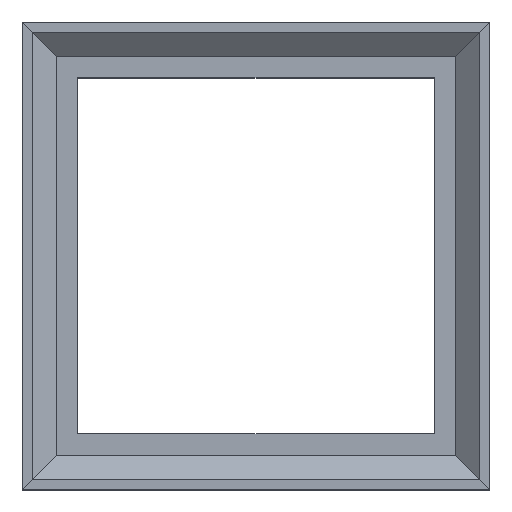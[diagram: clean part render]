
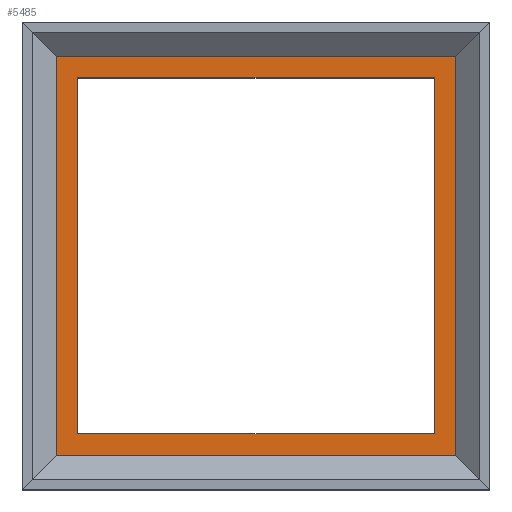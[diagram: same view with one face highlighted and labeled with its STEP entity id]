
A CAD part, top view. The second image highlights one B-rep face of the part: STEP entity #5485.
In plain terms, the highlighted planar face has unit normal (0, 0, 1).
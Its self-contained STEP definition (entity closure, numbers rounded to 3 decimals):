
#4390 = PLANE('',#4391);
#4391 = AXIS2_PLACEMENT_3D('',#4392,#4393,#4394);
#4392 = CARTESIAN_POINT('',(-35.,35.,0.));
#4393 = DIRECTION('',(1.,0.,0.));
#4394 = DIRECTION('',(0.,-1.,0.));
#4418 = PLANE('',#4419);
#4419 = AXIS2_PLACEMENT_3D('',#4420,#4421,#4422);
#4420 = CARTESIAN_POINT('',(35.,35.,0.));
#4421 = DIRECTION('',(0.,-1.,0.));
#4422 = DIRECTION('',(-1.,0.,0.));
#4446 = PLANE('',#4447);
#4447 = AXIS2_PLACEMENT_3D('',#4448,#4449,#4450);
#4448 = CARTESIAN_POINT('',(35.,-35.,0.));
#4449 = DIRECTION('',(-1.,0.,0.));
#4450 = DIRECTION('',(0.,1.,0.));
#4472 = PLANE('',#4473);
#4473 = AXIS2_PLACEMENT_3D('',#4474,#4475,#4476);
#4474 = CARTESIAN_POINT('',(-35.,-35.,0.));
#4475 = DIRECTION('',(0.,1.,0.));
#4476 = DIRECTION('',(1.,0.,0.));
#5016 = PLANE('',#5017);
#5017 = AXIS2_PLACEMENT_3D('',#5018,#5019,#5020);
#5018 = CARTESIAN_POINT('',(-44.,45.,11.));
#5019 = DIRECTION('',(0.643,0.,0.766));
#5020 = DIRECTION('',(0.766,0.,-0.643));
#5079 = VERTEX_POINT('',#5080);
#5080 = CARTESIAN_POINT('',(-35.,35.,7.));
#5101 = EDGE_CURVE('',#5079,#5102,#5104,.T.);
#5102 = VERTEX_POINT('',#5103);
#5103 = CARTESIAN_POINT('',(-35.,-35.,7.));
#5104 = SURFACE_CURVE('',#5105,(#5109,#5116),.PCURVE_S1.);
#5105 = LINE('',#5106,#5107);
#5106 = CARTESIAN_POINT('',(-35.,35.,7.));
#5107 = VECTOR('',#5108,1.);
#5108 = DIRECTION('',(0.,-1.,0.));
#5109 = PCURVE('',#4390,#5110);
#5110 = DEFINITIONAL_REPRESENTATION('',(#5111),#5115);
#5111 = LINE('',#5112,#5113);
#5112 = CARTESIAN_POINT('',(0.,-7.));
#5113 = VECTOR('',#5114,1.);
#5114 = DIRECTION('',(1.,0.));
#5115 = ( GEOMETRIC_REPRESENTATION_CONTEXT(2) 
PARAMETRIC_REPRESENTATION_CONTEXT() REPRESENTATION_CONTEXT('2D SPACE',''
  ) );
#5116 = PCURVE('',#5117,#5122);
#5117 = PLANE('',#5118);
#5118 = AXIS2_PLACEMENT_3D('',#5119,#5120,#5121);
#5119 = CARTESIAN_POINT('',(0.,0.,7.));
#5120 = DIRECTION('',(0.,0.,1.));
#5121 = DIRECTION('',(1.,0.,0.));
#5122 = DEFINITIONAL_REPRESENTATION('',(#5123),#5127);
#5123 = LINE('',#5124,#5125);
#5124 = CARTESIAN_POINT('',(-35.,35.));
#5125 = VECTOR('',#5126,1.);
#5126 = DIRECTION('',(0.,-1.));
#5127 = ( GEOMETRIC_REPRESENTATION_CONTEXT(2) 
PARAMETRIC_REPRESENTATION_CONTEXT() REPRESENTATION_CONTEXT('2D SPACE',''
  ) );
#5155 = VERTEX_POINT('',#5156);
#5156 = CARTESIAN_POINT('',(35.,35.,7.));
#5177 = EDGE_CURVE('',#5155,#5079,#5178,.T.);
#5178 = SURFACE_CURVE('',#5179,(#5183,#5190),.PCURVE_S1.);
#5179 = LINE('',#5180,#5181);
#5180 = CARTESIAN_POINT('',(35.,35.,7.));
#5181 = VECTOR('',#5182,1.);
#5182 = DIRECTION('',(-1.,0.,0.));
#5183 = PCURVE('',#4418,#5184);
#5184 = DEFINITIONAL_REPRESENTATION('',(#5185),#5189);
#5185 = LINE('',#5186,#5187);
#5186 = CARTESIAN_POINT('',(0.,-7.));
#5187 = VECTOR('',#5188,1.);
#5188 = DIRECTION('',(1.,0.));
#5189 = ( GEOMETRIC_REPRESENTATION_CONTEXT(2) 
PARAMETRIC_REPRESENTATION_CONTEXT() REPRESENTATION_CONTEXT('2D SPACE',''
  ) );
#5190 = PCURVE('',#5117,#5191);
#5191 = DEFINITIONAL_REPRESENTATION('',(#5192),#5196);
#5192 = LINE('',#5193,#5194);
#5193 = CARTESIAN_POINT('',(35.,35.));
#5194 = VECTOR('',#5195,1.);
#5195 = DIRECTION('',(-1.,0.));
#5196 = ( GEOMETRIC_REPRESENTATION_CONTEXT(2) 
PARAMETRIC_REPRESENTATION_CONTEXT() REPRESENTATION_CONTEXT('2D SPACE',''
  ) );
#5204 = EDGE_CURVE('',#5102,#5205,#5207,.T.);
#5205 = VERTEX_POINT('',#5206);
#5206 = CARTESIAN_POINT('',(35.,-35.,7.));
#5207 = SURFACE_CURVE('',#5208,(#5212,#5219),.PCURVE_S1.);
#5208 = LINE('',#5209,#5210);
#5209 = CARTESIAN_POINT('',(-35.,-35.,7.));
#5210 = VECTOR('',#5211,1.);
#5211 = DIRECTION('',(1.,0.,0.));
#5212 = PCURVE('',#4472,#5213);
#5213 = DEFINITIONAL_REPRESENTATION('',(#5214),#5218);
#5214 = LINE('',#5215,#5216);
#5215 = CARTESIAN_POINT('',(0.,-7.));
#5216 = VECTOR('',#5217,1.);
#5217 = DIRECTION('',(1.,0.));
#5218 = ( GEOMETRIC_REPRESENTATION_CONTEXT(2) 
PARAMETRIC_REPRESENTATION_CONTEXT() REPRESENTATION_CONTEXT('2D SPACE',''
  ) );
#5219 = PCURVE('',#5117,#5220);
#5220 = DEFINITIONAL_REPRESENTATION('',(#5221),#5225);
#5221 = LINE('',#5222,#5223);
#5222 = CARTESIAN_POINT('',(-35.,-35.));
#5223 = VECTOR('',#5224,1.);
#5224 = DIRECTION('',(1.,0.));
#5225 = ( GEOMETRIC_REPRESENTATION_CONTEXT(2) 
PARAMETRIC_REPRESENTATION_CONTEXT() REPRESENTATION_CONTEXT('2D SPACE',''
  ) );
#5253 = EDGE_CURVE('',#5205,#5155,#5254,.T.);
#5254 = SURFACE_CURVE('',#5255,(#5259,#5266),.PCURVE_S1.);
#5255 = LINE('',#5256,#5257);
#5256 = CARTESIAN_POINT('',(35.,-35.,7.));
#5257 = VECTOR('',#5258,1.);
#5258 = DIRECTION('',(0.,1.,0.));
#5259 = PCURVE('',#4446,#5260);
#5260 = DEFINITIONAL_REPRESENTATION('',(#5261),#5265);
#5261 = LINE('',#5262,#5263);
#5262 = CARTESIAN_POINT('',(0.,-7.));
#5263 = VECTOR('',#5264,1.);
#5264 = DIRECTION('',(1.,0.));
#5265 = ( GEOMETRIC_REPRESENTATION_CONTEXT(2) 
PARAMETRIC_REPRESENTATION_CONTEXT() REPRESENTATION_CONTEXT('2D SPACE',''
  ) );
#5266 = PCURVE('',#5117,#5267);
#5267 = DEFINITIONAL_REPRESENTATION('',(#5268),#5272);
#5268 = LINE('',#5269,#5270);
#5269 = CARTESIAN_POINT('',(35.,-35.));
#5270 = VECTOR('',#5271,1.);
#5271 = DIRECTION('',(0.,1.));
#5272 = ( GEOMETRIC_REPRESENTATION_CONTEXT(2) 
PARAMETRIC_REPRESENTATION_CONTEXT() REPRESENTATION_CONTEXT('2D SPACE',''
  ) );
#5348 = PLANE('',#5349);
#5349 = AXIS2_PLACEMENT_3D('',#5350,#5351,#5352);
#5350 = CARTESIAN_POINT('',(-45.,-44.,11.));
#5351 = DIRECTION('',(0.,0.643,0.766));
#5352 = DIRECTION('',(0.,0.766,-0.643));
#5382 = PLANE('',#5383);
#5383 = AXIS2_PLACEMENT_3D('',#5384,#5385,#5386);
#5384 = CARTESIAN_POINT('',(45.,44.,11.));
#5385 = DIRECTION('',(0.,-0.643,0.766));
#5386 = DIRECTION('',(0.,-0.766,-0.643));
#5420 = VERTEX_POINT('',#5421);
#5421 = CARTESIAN_POINT('',(-39.233,-39.233,7.));
#5442 = EDGE_CURVE('',#5420,#5443,#5445,.T.);
#5443 = VERTEX_POINT('',#5444);
#5444 = CARTESIAN_POINT('',(-39.233,39.233,7.));
#5445 = SURFACE_CURVE('',#5446,(#5450,#5457),.PCURVE_S1.);
#5446 = LINE('',#5447,#5448);
#5447 = CARTESIAN_POINT('',(-39.233,22.5,7.));
#5448 = VECTOR('',#5449,1.);
#5449 = DIRECTION('',(0.,1.,0.));
#5450 = PCURVE('',#5016,#5451);
#5451 = DEFINITIONAL_REPRESENTATION('',(#5452),#5456);
#5452 = LINE('',#5453,#5454);
#5453 = CARTESIAN_POINT('',(6.223,-22.5));
#5454 = VECTOR('',#5455,1.);
#5455 = DIRECTION('',(0.,1.));
#5456 = ( GEOMETRIC_REPRESENTATION_CONTEXT(2) 
PARAMETRIC_REPRESENTATION_CONTEXT() REPRESENTATION_CONTEXT('2D SPACE',''
  ) );
#5457 = PCURVE('',#5117,#5458);
#5458 = DEFINITIONAL_REPRESENTATION('',(#5459),#5463);
#5459 = LINE('',#5460,#5461);
#5460 = CARTESIAN_POINT('',(-39.233,22.5));
#5461 = VECTOR('',#5462,1.);
#5462 = DIRECTION('',(0.,1.));
#5463 = ( GEOMETRIC_REPRESENTATION_CONTEXT(2) 
PARAMETRIC_REPRESENTATION_CONTEXT() REPRESENTATION_CONTEXT('2D SPACE',''
  ) );
#5485 = ADVANCED_FACE('',(#5486,#5561),#5117,.T.);
#5486 = FACE_BOUND('',#5487,.T.);
#5487 = EDGE_LOOP('',(#5488,#5511,#5512,#5535));
#5488 = ORIENTED_EDGE('',*,*,#5489,.F.);
#5489 = EDGE_CURVE('',#5443,#5490,#5492,.T.);
#5490 = VERTEX_POINT('',#5491);
#5491 = CARTESIAN_POINT('',(39.233,39.233,7.));
#5492 = SURFACE_CURVE('',#5493,(#5497,#5504),.PCURVE_S1.);
#5493 = LINE('',#5494,#5495);
#5494 = CARTESIAN_POINT('',(22.5,39.233,7.));
#5495 = VECTOR('',#5496,1.);
#5496 = DIRECTION('',(1.,0.,0.));
#5497 = PCURVE('',#5117,#5498);
#5498 = DEFINITIONAL_REPRESENTATION('',(#5499),#5503);
#5499 = LINE('',#5500,#5501);
#5500 = CARTESIAN_POINT('',(22.5,39.233));
#5501 = VECTOR('',#5502,1.);
#5502 = DIRECTION('',(1.,0.));
#5503 = ( GEOMETRIC_REPRESENTATION_CONTEXT(2) 
PARAMETRIC_REPRESENTATION_CONTEXT() REPRESENTATION_CONTEXT('2D SPACE',''
  ) );
#5504 = PCURVE('',#5382,#5505);
#5505 = DEFINITIONAL_REPRESENTATION('',(#5506),#5510);
#5506 = LINE('',#5507,#5508);
#5507 = CARTESIAN_POINT('',(6.223,-22.5));
#5508 = VECTOR('',#5509,1.);
#5509 = DIRECTION('',(0.,1.));
#5510 = ( GEOMETRIC_REPRESENTATION_CONTEXT(2) 
PARAMETRIC_REPRESENTATION_CONTEXT() REPRESENTATION_CONTEXT('2D SPACE',''
  ) );
#5511 = ORIENTED_EDGE('',*,*,#5442,.F.);
#5512 = ORIENTED_EDGE('',*,*,#5513,.F.);
#5513 = EDGE_CURVE('',#5514,#5420,#5516,.T.);
#5514 = VERTEX_POINT('',#5515);
#5515 = CARTESIAN_POINT('',(39.233,-39.233,7.));
#5516 = SURFACE_CURVE('',#5517,(#5521,#5528),.PCURVE_S1.);
#5517 = LINE('',#5518,#5519);
#5518 = CARTESIAN_POINT('',(-22.5,-39.233,7.));
#5519 = VECTOR('',#5520,1.);
#5520 = DIRECTION('',(-1.,0.,0.));
#5521 = PCURVE('',#5117,#5522);
#5522 = DEFINITIONAL_REPRESENTATION('',(#5523),#5527);
#5523 = LINE('',#5524,#5525);
#5524 = CARTESIAN_POINT('',(-22.5,-39.233));
#5525 = VECTOR('',#5526,1.);
#5526 = DIRECTION('',(-1.,0.));
#5527 = ( GEOMETRIC_REPRESENTATION_CONTEXT(2) 
PARAMETRIC_REPRESENTATION_CONTEXT() REPRESENTATION_CONTEXT('2D SPACE',''
  ) );
#5528 = PCURVE('',#5348,#5529);
#5529 = DEFINITIONAL_REPRESENTATION('',(#5530),#5534);
#5530 = LINE('',#5531,#5532);
#5531 = CARTESIAN_POINT('',(6.223,-22.5));
#5532 = VECTOR('',#5533,1.);
#5533 = DIRECTION('',(0.,1.));
#5534 = ( GEOMETRIC_REPRESENTATION_CONTEXT(2) 
PARAMETRIC_REPRESENTATION_CONTEXT() REPRESENTATION_CONTEXT('2D SPACE',''
  ) );
#5535 = ORIENTED_EDGE('',*,*,#5536,.F.);
#5536 = EDGE_CURVE('',#5490,#5514,#5537,.T.);
#5537 = SURFACE_CURVE('',#5538,(#5542,#5549),.PCURVE_S1.);
#5538 = LINE('',#5539,#5540);
#5539 = CARTESIAN_POINT('',(39.233,-22.5,7.));
#5540 = VECTOR('',#5541,1.);
#5541 = DIRECTION('',(0.,-1.,0.));
#5542 = PCURVE('',#5117,#5543);
#5543 = DEFINITIONAL_REPRESENTATION('',(#5544),#5548);
#5544 = LINE('',#5545,#5546);
#5545 = CARTESIAN_POINT('',(39.233,-22.5));
#5546 = VECTOR('',#5547,1.);
#5547 = DIRECTION('',(0.,-1.));
#5548 = ( GEOMETRIC_REPRESENTATION_CONTEXT(2) 
PARAMETRIC_REPRESENTATION_CONTEXT() REPRESENTATION_CONTEXT('2D SPACE',''
  ) );
#5549 = PCURVE('',#5550,#5555);
#5550 = PLANE('',#5551);
#5551 = AXIS2_PLACEMENT_3D('',#5552,#5553,#5554);
#5552 = CARTESIAN_POINT('',(44.,-45.,11.));
#5553 = DIRECTION('',(-0.643,0.,0.766));
#5554 = DIRECTION('',(-0.766,0.,-0.643));
#5555 = DEFINITIONAL_REPRESENTATION('',(#5556),#5560);
#5556 = LINE('',#5557,#5558);
#5557 = CARTESIAN_POINT('',(6.223,-22.5));
#5558 = VECTOR('',#5559,1.);
#5559 = DIRECTION('',(-0.,1.));
#5560 = ( GEOMETRIC_REPRESENTATION_CONTEXT(2) 
PARAMETRIC_REPRESENTATION_CONTEXT() REPRESENTATION_CONTEXT('2D SPACE',''
  ) );
#5561 = FACE_BOUND('',#5562,.T.);
#5562 = EDGE_LOOP('',(#5563,#5564,#5565,#5566));
#5563 = ORIENTED_EDGE('',*,*,#5101,.F.);
#5564 = ORIENTED_EDGE('',*,*,#5177,.F.);
#5565 = ORIENTED_EDGE('',*,*,#5253,.F.);
#5566 = ORIENTED_EDGE('',*,*,#5204,.F.);
